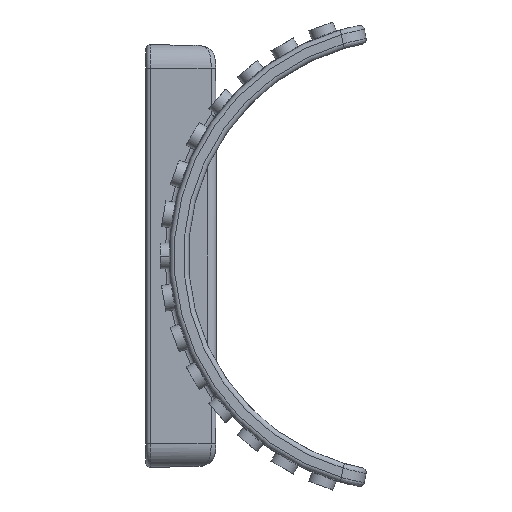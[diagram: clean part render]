
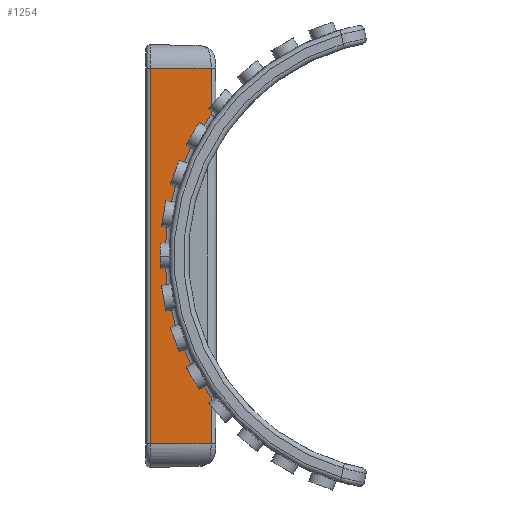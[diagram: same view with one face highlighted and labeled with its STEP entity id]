
A CAD part, left-side view. The second image highlights one B-rep face of the part: STEP entity #1254.
In plain terms, the highlighted planar face has unit normal (-1, 0, 0).
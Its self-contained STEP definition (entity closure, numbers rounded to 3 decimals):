
#82 = CARTESIAN_POINT ( 'NONE',  ( 35., 1.127, 40. ) ) ;
#371 = CIRCLE ( 'NONE', #2465, 51. ) ;
#589 = VECTOR ( 'NONE', #1480, 1000. ) ;
#821 = VECTOR ( 'NONE', #10899, 1000. ) ;
#1136 = ORIENTED_EDGE ( 'NONE', *, *, #13532, .T. ) ;
#1254 = ADVANCED_FACE ( 'NONE', ( #1653 ), #7564, .T. ) ;
#1480 = DIRECTION ( 'NONE',  ( 0., 0., 1. ) ) ;
#1653 = FACE_OUTER_BOUND ( 'NONE', #11634, .T. ) ;
#1654 = CARTESIAN_POINT ( 'NONE',  ( 35., 1.127, -45. ) ) ;
#1856 = ORIENTED_EDGE ( 'NONE', *, *, #11289, .T. ) ;
#1995 = DIRECTION ( 'NONE',  ( 0., 0., 1. ) ) ;
#2465 = AXIS2_PLACEMENT_3D ( 'NONE', #4609, #9589, #1995 ) ;
#2515 = ORIENTED_EDGE ( 'NONE', *, *, #5689, .T. ) ;
#2701 = CARTESIAN_POINT ( 'NONE',  ( 35., 15., 40. ) ) ;
#2980 = VECTOR ( 'NONE', #7844, 1000. ) ;
#3061 = VERTEX_POINT ( 'NONE', #14755 ) ;
#3244 = CARTESIAN_POINT ( 'NONE',  ( 35., 10., -40. ) ) ;
#3245 = EDGE_CURVE ( 'NONE', #7255, #11407, #5199, .T. ) ;
#3259 = ORIENTED_EDGE ( 'NONE', *, *, #9928, .T. ) ;
#3384 = LINE ( 'NONE', #4534, #821 ) ;
#3586 = VECTOR ( 'NONE', #14423, 1000. ) ;
#4483 = ORIENTED_EDGE ( 'NONE', *, *, #3245, .T. ) ;
#4534 = CARTESIAN_POINT ( 'NONE',  ( 35., 14., -45. ) ) ;
#4609 = CARTESIAN_POINT ( 'NONE',  ( 35., -40., 0. ) ) ;
#5086 = CARTESIAN_POINT ( 'NONE',  ( 35., 1.127, -45. ) ) ;
#5199 = LINE ( 'NONE', #3244, #3586 ) ;
#5256 = DIRECTION ( 'NONE',  ( 0., 0., 1. ) ) ;
#5689 = EDGE_CURVE ( 'NONE', #3061, #7255, #3384, .T. ) ;
#5904 = ORIENTED_EDGE ( 'NONE', *, *, #12989, .T. ) ;
#7255 = VERTEX_POINT ( 'NONE', #10014 ) ;
#7564 = PLANE ( 'NONE',  #13093 ) ;
#7774 = LINE ( 'NONE', #2701, #2980 ) ;
#7844 = DIRECTION ( 'NONE',  ( 0., 1., 0. ) ) ;
#7986 = VERTEX_POINT ( 'NONE', #10550 ) ;
#9589 = DIRECTION ( 'NONE',  ( 1., 0., 0. ) ) ;
#9928 = EDGE_CURVE ( 'NONE', #11407, #7986, #11807, .T. ) ;
#10014 = CARTESIAN_POINT ( 'NONE',  ( 35., 14., -40. ) ) ;
#10243 = DIRECTION ( 'NONE',  ( -1., 0., 0. ) ) ;
#10550 = CARTESIAN_POINT ( 'NONE',  ( 35., 1.127, -30.159 ) ) ;
#10899 = DIRECTION ( 'NONE',  ( 0., 0., -1. ) ) ;
#11289 = EDGE_CURVE ( 'NONE', #15132, #14821, #13821, .T. ) ;
#11407 = VERTEX_POINT ( 'NONE', #11535 ) ;
#11535 = CARTESIAN_POINT ( 'NONE',  ( 35., 1.127, -40. ) ) ;
#11634 = EDGE_LOOP ( 'NONE', ( #3259, #1136, #1856, #5904, #2515, #4483 ) ) ;
#11807 = LINE ( 'NONE', #1654, #15156 ) ;
#12513 = CARTESIAN_POINT ( 'NONE',  ( 35., 1.127, 30.159 ) ) ;
#12702 = CARTESIAN_POINT ( 'NONE',  ( 35., 10., -45. ) ) ;
#12989 = EDGE_CURVE ( 'NONE', #14821, #3061, #7774, .T. ) ;
#13093 = AXIS2_PLACEMENT_3D ( 'NONE', #12702, #10243, #15210 ) ;
#13532 = EDGE_CURVE ( 'NONE', #7986, #15132, #371, .T. ) ;
#13821 = LINE ( 'NONE', #5086, #589 ) ;
#14423 = DIRECTION ( 'NONE',  ( 0., -1., 0. ) ) ;
#14755 = CARTESIAN_POINT ( 'NONE',  ( 35., 14., 40. ) ) ;
#14821 = VERTEX_POINT ( 'NONE', #82 ) ;
#15132 = VERTEX_POINT ( 'NONE', #12513 ) ;
#15156 = VECTOR ( 'NONE', #5256, 1000. ) ;
#15210 = DIRECTION ( 'NONE',  ( 0., 0., 1. ) ) ;
